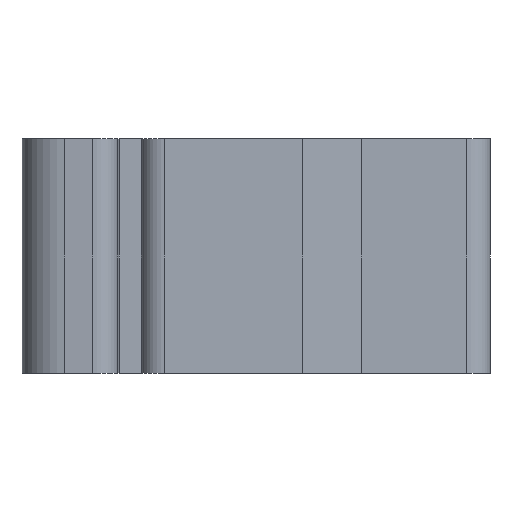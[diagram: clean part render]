
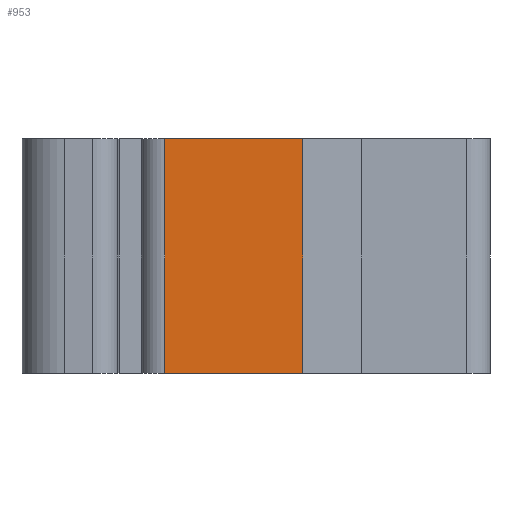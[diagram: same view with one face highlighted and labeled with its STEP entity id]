
A CAD part, left-side view. The second image highlights one B-rep face of the part: STEP entity #953.
In plain terms, the highlighted planar face has unit normal (-1, 0, 0).
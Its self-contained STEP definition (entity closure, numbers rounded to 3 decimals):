
#89=ORIENTED_EDGE('',*,*,#363,.T.);
#90=ORIENTED_EDGE('',*,*,#364,.F.);
#91=ORIENTED_EDGE('',*,*,#365,.F.);
#92=ORIENTED_EDGE('',*,*,#361,.T.);
#361=EDGE_CURVE('',#495,#494,#591,.T.);
#363=EDGE_CURVE('',#494,#496,#592,.T.);
#364=EDGE_CURVE('',#497,#496,#593,.T.);
#365=EDGE_CURVE('',#495,#497,#594,.T.);
#494=VERTEX_POINT('',#1394);
#495=VERTEX_POINT('',#1396);
#496=VERTEX_POINT('',#1400);
#497=VERTEX_POINT('',#1402);
#591=LINE('',#1395,#710);
#592=LINE('',#1399,#711);
#593=LINE('',#1401,#712);
#594=LINE('',#1403,#713);
#710=VECTOR('',#1128,1000.);
#711=VECTOR('',#1133,1000.);
#712=VECTOR('',#1134,1000.);
#713=VECTOR('',#1135,1000.);
#817=EDGE_LOOP('',(#89,#90,#91,#92));
#866=FACE_BOUND('',#817,.T.);
#912=PLANE('',#1021);
#953=ADVANCED_FACE('',(#866),#912,.F.);
#1021=AXIS2_PLACEMENT_3D('',#1398,#1131,#1132);
#1128=DIRECTION('',(0.,0.,-1.));
#1131=DIRECTION('',(1.,0.,0.));
#1132=DIRECTION('',(0.,1.,0.));
#1133=DIRECTION('',(0.,-1.,0.));
#1134=DIRECTION('',(0.,0.,-1.));
#1135=DIRECTION('',(0.,-1.,0.));
#1394=CARTESIAN_POINT('',(-23.,6.757,0.));
#1395=CARTESIAN_POINT('',(-23.,6.757,20.));
#1396=CARTESIAN_POINT('',(-23.,6.757,20.));
#1398=CARTESIAN_POINT('',(-23.,6.757,20.));
#1399=CARTESIAN_POINT('',(-23.,6.757,0.));
#1400=CARTESIAN_POINT('',(-23.,-5.043,0.));
#1401=CARTESIAN_POINT('',(-23.,-5.043,20.));
#1402=CARTESIAN_POINT('',(-23.,-5.043,20.));
#1403=CARTESIAN_POINT('',(-23.,6.757,20.));
